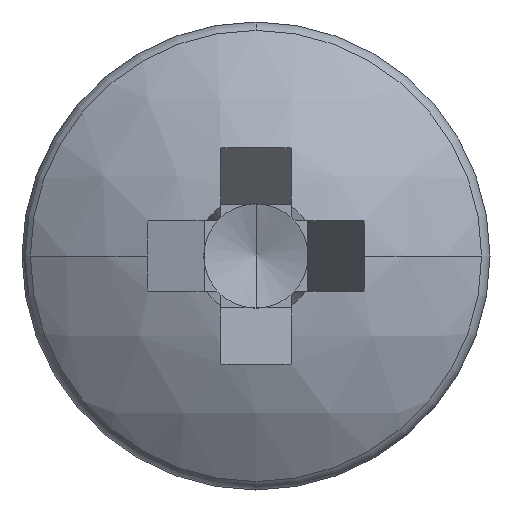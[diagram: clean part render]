
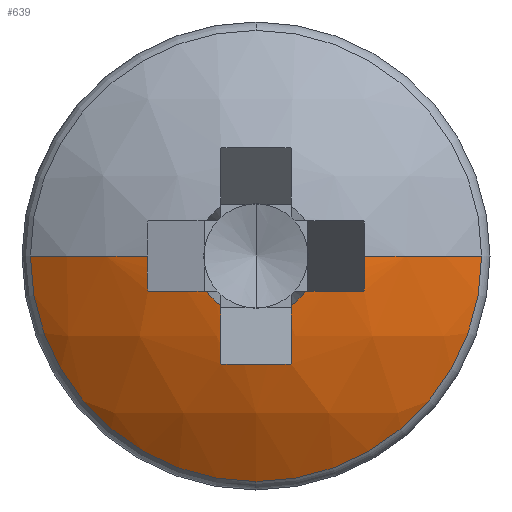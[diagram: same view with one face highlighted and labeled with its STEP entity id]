
A CAD part, left-side view. The second image highlights one B-rep face of the part: STEP entity #639.
In plain terms, the highlighted spherical face has radius 2.5 mm.
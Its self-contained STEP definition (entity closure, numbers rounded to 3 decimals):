
#46 = DIRECTION ( 'NONE',  ( 0., 0., 1. ) ) ;
#74 = DIRECTION ( 'NONE',  ( 0., 0., 1. ) ) ;
#107 = DIRECTION ( 'NONE',  ( 0., 0., 1. ) ) ;
#466 = CARTESIAN_POINT ( 'NONE',  ( 2.322, 0.358, 0. ) ) ;
#486 = DIRECTION ( 'NONE',  ( -0.895, 0., -0.446 ) ) ;
#490 = AXIS2_PLACEMENT_3D ( 'NONE', #2229, #5152, #2635 ) ;
#507 = EDGE_CURVE ( 'NONE', #2386, #2994, #4407, .T. ) ;
#522 = AXIS2_PLACEMENT_3D ( 'NONE', #1457, #4337, #591 ) ;
#530 = SPHERICAL_SURFACE ( 'NONE', #1004, 2.5 ) ;
#535 = ORIENTED_EDGE ( 'NONE', *, *, #544, .T. ) ;
#537 = VERTEX_POINT ( 'NONE', #4357 ) ;
#544 = EDGE_CURVE ( 'NONE', #2109, #4568, #970, .T. ) ;
#591 = DIRECTION ( 'NONE',  ( 0., 0., -1. ) ) ;
#639 = ADVANCED_FACE ( 'NONE', ( #2750 ), #530, .T. ) ;
#758 = CARTESIAN_POINT ( 'NONE',  ( 0.035, -0.24, -0.34 ) ) ;
#765 = CARTESIAN_POINT ( 'NONE',  ( 0.124, 0.24, -0.738 ) ) ;
#882 = DIRECTION ( 'NONE',  ( 0., 0., 1. ) ) ;
#914 = DIRECTION ( 'NONE',  ( 0.895, 0.446, 0. ) ) ;
#922 = AXIS2_PLACEMENT_3D ( 'NONE', #1280, #74, #3326 ) ;
#970 = CIRCLE ( 'NONE', #1347, 2.5 ) ;
#1004 = AXIS2_PLACEMENT_3D ( 'NONE', #4372, #1872, #4837 ) ;
#1051 = ORIENTED_EDGE ( 'NONE', *, *, #2373, .F. ) ;
#1061 = CIRCLE ( 'NONE', #4212, 1.543 ) ;
#1070 = ORIENTED_EDGE ( 'NONE', *, *, #2745, .F. ) ;
#1280 = CARTESIAN_POINT ( 'NONE',  ( 2.5, 0., -0.24 ) ) ;
#1330 = ORIENTED_EDGE ( 'NONE', *, *, #4128, .F. ) ;
#1347 = AXIS2_PLACEMENT_3D ( 'NONE', #5150, #4709, #3029 ) ;
#1457 = CARTESIAN_POINT ( 'NONE',  ( 2.5, 0.24, 0. ) ) ;
#1469 = EDGE_CURVE ( 'NONE', #537, #2994, #3798, .T. ) ;
#1510 = VERTEX_POINT ( 'NONE', #3304 ) ;
#1532 = AXIS2_PLACEMENT_3D ( 'NONE', #466, #3809, #914 ) ;
#1580 = CIRCLE ( 'NONE', #922, 2.488 ) ;
#1705 = CIRCLE ( 'NONE', #3754, 2.5 ) ;
#1745 = AXIS2_PLACEMENT_3D ( 'NONE', #5344, #4107, #2015 ) ;
#1785 = DIRECTION ( 'NONE',  ( -0.895, 0.446, 0. ) ) ;
#1811 = CARTESIAN_POINT ( 'NONE',  ( 2.322, -0.358, 0. ) ) ;
#1864 = AXIS2_PLACEMENT_3D ( 'NONE', #1811, #4290, #1785 ) ;
#1872 = DIRECTION ( 'NONE',  ( 0., 0., -1. ) ) ;
#1925 = EDGE_CURVE ( 'NONE', #3783, #5012, #3736, .T. ) ;
#1955 = VERTEX_POINT ( 'NONE', #2134 ) ;
#2015 = DIRECTION ( 'NONE',  ( 0., 0., -1. ) ) ;
#2061 = DIRECTION ( 'NONE',  ( -1., 0., 0. ) ) ;
#2072 = CARTESIAN_POINT ( 'NONE',  ( 0.533, 0., -1.543 ) ) ;
#2101 = CARTESIAN_POINT ( 'NONE',  ( 0.533, 1.543, 0. ) ) ;
#2109 = VERTEX_POINT ( 'NONE', #4248 ) ;
#2134 = CARTESIAN_POINT ( 'NONE',  ( 0.124, -0.738, -0.24 ) ) ;
#2143 = EDGE_CURVE ( 'NONE', #2319, #2377, #2420, .T. ) ;
#2229 = CARTESIAN_POINT ( 'NONE',  ( 0.035, 0., 0. ) ) ;
#2279 = CIRCLE ( 'NONE', #3483, 2.488 ) ;
#2319 = VERTEX_POINT ( 'NONE', #758 ) ;
#2327 = VERTEX_POINT ( 'NONE', #2330 ) ;
#2330 = CARTESIAN_POINT ( 'NONE',  ( 0.124, 0.738, -0.24 ) ) ;
#2368 = EDGE_CURVE ( 'NONE', #2377, #1955, #2279, .T. ) ;
#2373 = EDGE_CURVE ( 'NONE', #537, #2319, #3726, .T. ) ;
#2377 = VERTEX_POINT ( 'NONE', #4456 ) ;
#2386 = VERTEX_POINT ( 'NONE', #4569 ) ;
#2420 = CIRCLE ( 'NONE', #490, 0.416 ) ;
#2454 = DIRECTION ( 'NONE',  ( 0., 1., 0. ) ) ;
#2473 = ORIENTED_EDGE ( 'NONE', *, *, #3920, .T. ) ;
#2526 = DIRECTION ( 'NONE',  ( 0.446, 0., -0.895 ) ) ;
#2577 = EDGE_LOOP ( 'NONE', ( #3896, #4432, #535, #4776, #4188, #4378, #1051, #2589, #4585, #1330, #1070, #2473, #3734 ) ) ;
#2589 = ORIENTED_EDGE ( 'NONE', *, *, #1469, .T. ) ;
#2635 = DIRECTION ( 'NONE',  ( 0., 0., -1. ) ) ;
#2710 = EDGE_CURVE ( 'NONE', #4568, #1955, #4770, .T. ) ;
#2745 = EDGE_CURVE ( 'NONE', #2327, #1510, #1580, .T. ) ;
#2750 = FACE_OUTER_BOUND ( 'NONE', #2577, .T. ) ;
#2994 = VERTEX_POINT ( 'NONE', #765 ) ;
#2996 = AXIS2_PLACEMENT_3D ( 'NONE', #4985, #2454, #46 ) ;
#3024 = CIRCLE ( 'NONE', #1745, 0.416 ) ;
#3029 = DIRECTION ( 'NONE',  ( 0., 1., 0. ) ) ;
#3040 = VERTEX_POINT ( 'NONE', #4749 ) ;
#3172 = EDGE_CURVE ( 'NONE', #3783, #3040, #1705, .T. ) ;
#3245 = DIRECTION ( 'NONE',  ( 0., 0., 1. ) ) ;
#3257 = DIRECTION ( 'NONE',  ( 1., 0., 0. ) ) ;
#3304 = CARTESIAN_POINT ( 'NONE',  ( 0.035, 0.34, -0.24 ) ) ;
#3326 = DIRECTION ( 'NONE',  ( 1., 0., 0. ) ) ;
#3464 = CARTESIAN_POINT ( 'NONE',  ( 0.113, -0.744, 0. ) ) ;
#3483 = AXIS2_PLACEMENT_3D ( 'NONE', #4946, #3751, #3257 ) ;
#3638 = AXIS2_PLACEMENT_3D ( 'NONE', #4185, #2526, #486 ) ;
#3680 = CARTESIAN_POINT ( 'NONE',  ( 0.533, 0., 0. ) ) ;
#3711 = EDGE_CURVE ( 'NONE', #5012, #2109, #1061, .T. ) ;
#3712 = CIRCLE ( 'NONE', #1864, 2.468 ) ;
#3717 = DIRECTION ( 'NONE',  ( -1., 0., 0. ) ) ;
#3726 = CIRCLE ( 'NONE', #2996, 2.488 ) ;
#3734 = ORIENTED_EDGE ( 'NONE', *, *, #3172, .F. ) ;
#3736 = CIRCLE ( 'NONE', #4859, 1.543 ) ;
#3751 = DIRECTION ( 'NONE',  ( 0., 0., 1. ) ) ;
#3754 = AXIS2_PLACEMENT_3D ( 'NONE', #5041, #882, #3760 ) ;
#3760 = DIRECTION ( 'NONE',  ( 1., 0., 0. ) ) ;
#3783 = VERTEX_POINT ( 'NONE', #2101 ) ;
#3798 = CIRCLE ( 'NONE', #3638, 2.468 ) ;
#3809 = DIRECTION ( 'NONE',  ( 0.446, -0.895, 0. ) ) ;
#3896 = ORIENTED_EDGE ( 'NONE', *, *, #1925, .T. ) ;
#3920 = EDGE_CURVE ( 'NONE', #2327, #3040, #3712, .T. ) ;
#4107 = DIRECTION ( 'NONE',  ( -1., 0., 0. ) ) ;
#4128 = EDGE_CURVE ( 'NONE', #1510, #2386, #3024, .T. ) ;
#4185 = CARTESIAN_POINT ( 'NONE',  ( 2.322, 0., 0.358 ) ) ;
#4188 = ORIENTED_EDGE ( 'NONE', *, *, #2368, .F. ) ;
#4212 = AXIS2_PLACEMENT_3D ( 'NONE', #3680, #3717, #3245 ) ;
#4248 = CARTESIAN_POINT ( 'NONE',  ( 0.533, -1.543, 0. ) ) ;
#4290 = DIRECTION ( 'NONE',  ( 0.446, 0.895, 0. ) ) ;
#4337 = DIRECTION ( 'NONE',  ( 0., -1., 0. ) ) ;
#4357 = CARTESIAN_POINT ( 'NONE',  ( 0.124, -0.24, -0.738 ) ) ;
#4372 = CARTESIAN_POINT ( 'NONE',  ( 2.5, 0., 0. ) ) ;
#4378 = ORIENTED_EDGE ( 'NONE', *, *, #2143, .F. ) ;
#4407 = CIRCLE ( 'NONE', #522, 2.488 ) ;
#4432 = ORIENTED_EDGE ( 'NONE', *, *, #3711, .T. ) ;
#4456 = CARTESIAN_POINT ( 'NONE',  ( 0.035, -0.34, -0.24 ) ) ;
#4537 = CARTESIAN_POINT ( 'NONE',  ( 0.533, 0., 0. ) ) ;
#4568 = VERTEX_POINT ( 'NONE', #3464 ) ;
#4569 = CARTESIAN_POINT ( 'NONE',  ( 0.035, 0.24, -0.34 ) ) ;
#4585 = ORIENTED_EDGE ( 'NONE', *, *, #507, .F. ) ;
#4709 = DIRECTION ( 'NONE',  ( 0., 0., -1. ) ) ;
#4749 = CARTESIAN_POINT ( 'NONE',  ( 0.113, 0.744, 0. ) ) ;
#4770 = CIRCLE ( 'NONE', #1532, 2.468 ) ;
#4776 = ORIENTED_EDGE ( 'NONE', *, *, #2710, .T. ) ;
#4837 = DIRECTION ( 'NONE',  ( 0., 1., 0. ) ) ;
#4859 = AXIS2_PLACEMENT_3D ( 'NONE', #4537, #2061, #107 ) ;
#4946 = CARTESIAN_POINT ( 'NONE',  ( 2.5, 0., -0.24 ) ) ;
#4985 = CARTESIAN_POINT ( 'NONE',  ( 2.5, -0.24, 0. ) ) ;
#5012 = VERTEX_POINT ( 'NONE', #2072 ) ;
#5041 = CARTESIAN_POINT ( 'NONE',  ( 2.5, 0., 0. ) ) ;
#5150 = CARTESIAN_POINT ( 'NONE',  ( 2.5, 0., 0. ) ) ;
#5152 = DIRECTION ( 'NONE',  ( -1., 0., 0. ) ) ;
#5344 = CARTESIAN_POINT ( 'NONE',  ( 0.035, 0., 0. ) ) ;
